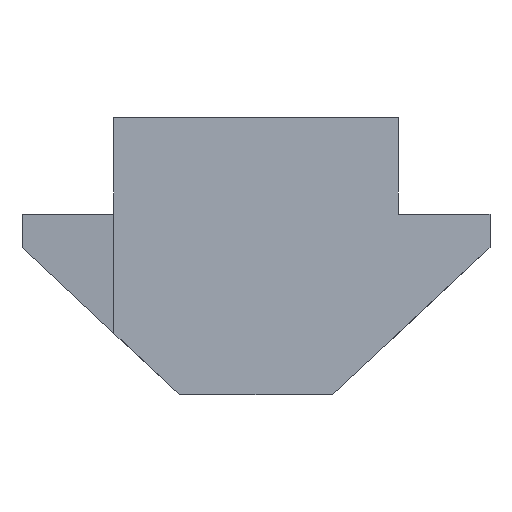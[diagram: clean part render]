
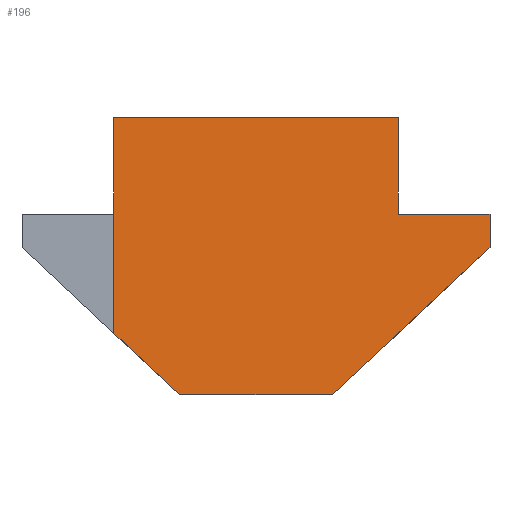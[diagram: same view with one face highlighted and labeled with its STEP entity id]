
A CAD part, left-side view. The second image highlights one B-rep face of the part: STEP entity #196.
In plain terms, the highlighted planar face has unit normal (-0.707, -0.707, 0).
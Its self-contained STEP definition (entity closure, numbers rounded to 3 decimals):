
#196=ADVANCED_FACE('',(#213),#214,.F.);
#213=FACE_OUTER_BOUND('',#246,.T.);
#214=PLANE('',#247);
#246=EDGE_LOOP('',(#284,#285,#286,#287,#288,#289,#290,#291,#292));
#247=AXIS2_PLACEMENT_3D('',#293,#294,#295);
#284=ORIENTED_EDGE('',*,*,#398,.F.);
#285=ORIENTED_EDGE('',*,*,#399,.F.);
#286=ORIENTED_EDGE('',*,*,#400,.F.);
#287=ORIENTED_EDGE('',*,*,#401,.F.);
#288=ORIENTED_EDGE('',*,*,#402,.F.);
#289=ORIENTED_EDGE('',*,*,#403,.F.);
#290=ORIENTED_EDGE('',*,*,#404,.F.);
#291=ORIENTED_EDGE('',*,*,#405,.T.);
#292=ORIENTED_EDGE('',*,*,#394,.F.);
#293=CARTESIAN_POINT('',(1.75,-7.0,-5.4));
#294=DIRECTION('',(0.707,0.707,0.));
#295=DIRECTION('',(-0.707,0.707,0.));
#394=EDGE_CURVE('',#430,#431,#432,.F.);
#398=EDGE_CURVE('',#438,#430,#439,.F.);
#399=EDGE_CURVE('',#440,#438,#441,.F.);
#400=EDGE_CURVE('',#442,#440,#443,.T.);
#401=EDGE_CURVE('',#444,#442,#445,.T.);
#402=EDGE_CURVE('',#446,#444,#447,.T.);
#403=EDGE_CURVE('',#448,#446,#449,.T.);
#404=EDGE_CURVE('',#450,#448,#451,.T.);
#405=EDGE_CURVE('',#450,#431,#452,.T.);
#430=VERTEX_POINT('',#490);
#431=VERTEX_POINT('',#491);
#432=LINE('',#492,#493);
#438=VERTEX_POINT('',#502);
#439=LINE('',#503,#504);
#440=VERTEX_POINT('',#505);
#441=LINE('',#506,#507);
#442=VERTEX_POINT('',#508);
#443=LINE('',#509,#510);
#444=VERTEX_POINT('',#511);
#445=LINE('',#512,#513);
#446=VERTEX_POINT('',#514);
#447=LINE('',#515,#516);
#448=VERTEX_POINT('',#517);
#449=LINE('',#518,#519);
#450=VERTEX_POINT('',#520);
#451=LINE('',#521,#522);
#452=LINE('',#523,#524);
#490=CARTESIAN_POINT('',(-1.0,-4.25,0.));
#491=CARTESIAN_POINT('',(1.75,-7.0,0.));
#492=CARTESIAN_POINT('',(1.75,-7.0,0.));
#493=VECTOR('',#584,1.0);
#502=CARTESIAN_POINT('',(-1.0,-4.25,2.9));
#503=CARTESIAN_POINT('',(-1.0,-4.25,-5.4));
#504=VECTOR('',#588,1.0);
#505=CARTESIAN_POINT('',(-9.5,4.25,2.9));
#506=CARTESIAN_POINT('',(1.75,-7.0,2.9));
#507=VECTOR('',#589,1.0);
#508=CARTESIAN_POINT('',(-9.5,4.25,0.));
#509=CARTESIAN_POINT('',(-9.5,4.25,-5.4));
#510=VECTOR('',#590,1.0);
#511=CARTESIAN_POINT('',(-9.5,4.25,-3.565));
#512=CARTESIAN_POINT('',(-9.5,4.25,-5.4));
#513=VECTOR('',#591,1.0);
#514=CARTESIAN_POINT('',(-7.532,2.282,-5.4));
#515=CARTESIAN_POINT('',(-7.532,2.282,-5.4));
#516=VECTOR('',#592,1.0);
#517=CARTESIAN_POINT('',(-2.968,-2.282,-5.4));
#518=CARTESIAN_POINT('',(1.75,-7.0,-5.4));
#519=VECTOR('',#593,1.0);
#520=CARTESIAN_POINT('',(1.75,-7.0,-1.0));
#521=CARTESIAN_POINT('',(1.75,-7.0,-1.0));
#522=VECTOR('',#594,1.0);
#523=CARTESIAN_POINT('',(1.75,-7.0,-5.4));
#524=VECTOR('',#595,1.0);
#584=DIRECTION('',(-0.707,0.707,0.));
#588=DIRECTION('',(0.,0.,1.0));
#589=DIRECTION('',(-0.707,0.707,0.));
#590=DIRECTION('',(0.,0.,1.0));
#591=DIRECTION('',(0.,0.,1.0));
#592=DIRECTION('',(-0.59,0.59,0.551));
#593=DIRECTION('',(-0.707,0.707,0.));
#594=DIRECTION('',(-0.59,0.59,-0.551));
#595=DIRECTION('',(0.,0.,1.0));
